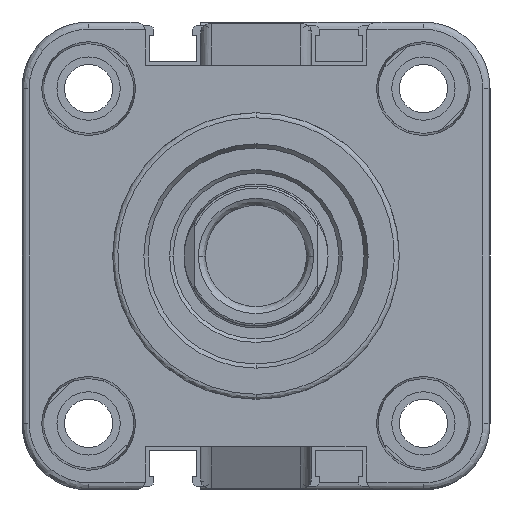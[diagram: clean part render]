
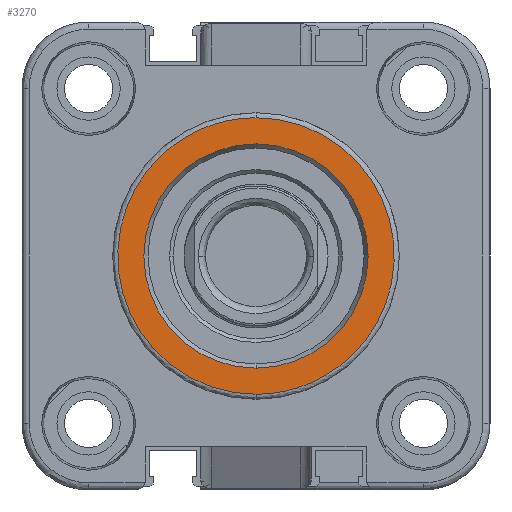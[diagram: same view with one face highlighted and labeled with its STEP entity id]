
A CAD part, front view. The second image highlights one B-rep face of the part: STEP entity #3270.
In plain terms, the highlighted face is planar.
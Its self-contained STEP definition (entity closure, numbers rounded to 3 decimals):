
#487 = CARTESIAN_POINT ( 'NONE',  ( 274.95, 214.438, 269.266 ) ) ;
#1387 = VERTEX_POINT ( 'NONE', #3082 ) ;
#1739 = VERTEX_POINT ( 'NONE', #2703 ) ;
#2092 = VERTEX_POINT ( 'NONE', #8079 ) ;
#2703 = CARTESIAN_POINT ( 'NONE',  ( 274.95, 214.438, 269.266 ) ) ;
#2777 = ORIENTED_EDGE ( 'NONE', *, *, #10244, .F. ) ;
#2782 = FACE_OUTER_BOUND ( 'NONE', #11495, .T. ) ;
#2812 =( BOUNDED_CURVE ( )  B_SPLINE_CURVE ( 3, ( #11214, #7945, #9150, #487 ),
 .UNSPECIFIED., .F., .F. ) 
 B_SPLINE_CURVE_WITH_KNOTS ( ( 4, 4 ),
 ( 0., 1. ),
 .UNSPECIFIED. ) 
 CURVE ( )  GEOMETRIC_REPRESENTATION_ITEM ( )  RATIONAL_B_SPLINE_CURVE ( ( 1., 0.333, 0.333, 1. ) ) 
 REPRESENTATION_ITEM ( '' )  );
#3082 = CARTESIAN_POINT ( 'NONE',  ( 274.95, 214.438, 304.043 ) ) ;
#3270 = ADVANCED_FACE ( 'NONE', ( #3641, #2782 ), #9795, .F. ) ;
#3310 = DIRECTION ( 'NONE',  ( 1., 0., 0. ) ) ;
#3641 = FACE_BOUND ( 'NONE', #11788, .T. ) ;
#4039 = ORIENTED_EDGE ( 'NONE', *, *, #9946, .F. ) ;
#4138 = EDGE_CURVE ( 'NONE', #5368, #1739, #2812, .T. ) ;
#4748 = CARTESIAN_POINT ( 'NONE',  ( 274.95, 176.038, 307.666 ) ) ;
#5012 = AXIS2_PLACEMENT_3D ( 'NONE', #10888, #3310, #11959 ) ;
#5368 = VERTEX_POINT ( 'NONE', #7637 ) ;
#5687 = CARTESIAN_POINT ( 'NONE',  ( 274.95, 214.438, 269.266 ) ) ;
#6334 = CIRCLE ( 'NONE', #7124, 15.577 ) ;
#6729 = CARTESIAN_POINT ( 'NONE',  ( 274.95, 214.438, 307.666 ) ) ;
#7124 = AXIS2_PLACEMENT_3D ( 'NONE', #12197, #7989, #8882 ) ;
#7437 = DIRECTION ( 'NONE',  ( 0., 0., 1. ) ) ;
#7637 = CARTESIAN_POINT ( 'NONE',  ( 274.95, 214.438, 307.666 ) ) ;
#7839 = ORIENTED_EDGE ( 'NONE', *, *, #4138, .F. ) ;
#7945 = CARTESIAN_POINT ( 'NONE',  ( 274.95, 252.838, 307.666 ) ) ;
#7989 = DIRECTION ( 'NONE',  ( 1., 0., 0. ) ) ;
#8079 = CARTESIAN_POINT ( 'NONE',  ( 274.95, 214.438, 272.889 ) ) ;
#8565 = DIRECTION ( 'NONE',  ( -1., 0., 0. ) ) ;
#8882 = DIRECTION ( 'NONE',  ( 0., 0., -1. ) ) ;
#9150 = CARTESIAN_POINT ( 'NONE',  ( 274.95, 252.838, 269.266 ) ) ;
#9795 = PLANE ( 'NONE',  #10932 ) ;
#9946 = EDGE_CURVE ( 'NONE', #1739, #5368, #12850, .T. ) ;
#10244 = EDGE_CURVE ( 'NONE', #1387, #2092, #6334, .T. ) ;
#10493 = CIRCLE ( 'NONE', #5012, 15.577 ) ;
#10639 = CARTESIAN_POINT ( 'NONE',  ( 274.95, 234.338, 288.466 ) ) ;
#10888 = CARTESIAN_POINT ( 'NONE',  ( 274.95, 214.438, 288.466 ) ) ;
#10932 = AXIS2_PLACEMENT_3D ( 'NONE', #10639, #8565, #7437 ) ;
#11214 = CARTESIAN_POINT ( 'NONE',  ( 274.95, 214.438, 307.666 ) ) ;
#11495 = EDGE_LOOP ( 'NONE', ( #7839, #4039 ) ) ;
#11788 = EDGE_LOOP ( 'NONE', ( #12289, #2777 ) ) ;
#11959 = DIRECTION ( 'NONE',  ( 0., 0., -1. ) ) ;
#12153 = CARTESIAN_POINT ( 'NONE',  ( 274.95, 176.038, 269.266 ) ) ;
#12197 = CARTESIAN_POINT ( 'NONE',  ( 274.95, 214.438, 288.466 ) ) ;
#12289 = ORIENTED_EDGE ( 'NONE', *, *, #12525, .F. ) ;
#12525 = EDGE_CURVE ( 'NONE', #2092, #1387, #10493, .T. ) ;
#12850 =( BOUNDED_CURVE ( )  B_SPLINE_CURVE ( 3, ( #5687, #12153, #4748, #6729 ),
 .UNSPECIFIED., .F., .F. ) 
 B_SPLINE_CURVE_WITH_KNOTS ( ( 4, 4 ),
 ( 0., 1. ),
 .UNSPECIFIED. ) 
 CURVE ( )  GEOMETRIC_REPRESENTATION_ITEM ( )  RATIONAL_B_SPLINE_CURVE ( ( 1., 0.333, 0.333, 1. ) ) 
 REPRESENTATION_ITEM ( '' )  );
